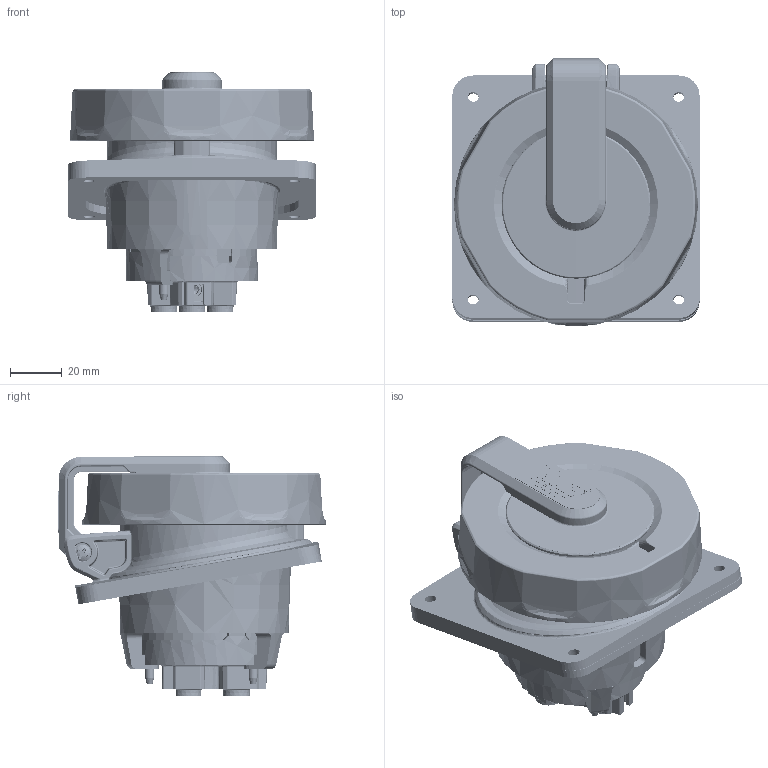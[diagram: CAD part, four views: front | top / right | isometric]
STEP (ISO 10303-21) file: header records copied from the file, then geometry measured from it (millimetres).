
FILE_DESCRIPTION (( 'STEP AP214' ), '1' );
FILE_NAME ('ORB4220-M02.STEP', '2025-05-07T15:37:15', ( '' ), ( '' ), 'SwSTEP 2.0', 'SolidWorks 2024', '' );
FILE_SCHEMA (( 'AUTOMOTIVE_DESIGN' ));
Length unit declared in the file: inch
Products named in the file (1): ORB4220-M02
Bounding box: 95.25 x 103.47 x 92.49 mm (x, y, z)
Volume: 348221.3 mm3; surface area: 159369.3 mm2
Topology: 24 solids, 24 shells, 6018 faces, 15759 edges, 9795 vertices
Faces by surface type: plane 2190, bspline 1492, cylinder 1171, torus 643, cone 364, sphere 158
Entity records: 248718 total; most frequent: CARTESIAN_POINT 116322, ORIENTED_EDGE 31276, DIRECTION 22596, EDGE_CURVE 15638, VERTEX_POINT 9795, AXIS2_PLACEMENT_3D 7951, VECTOR 6694, LINE 6694
